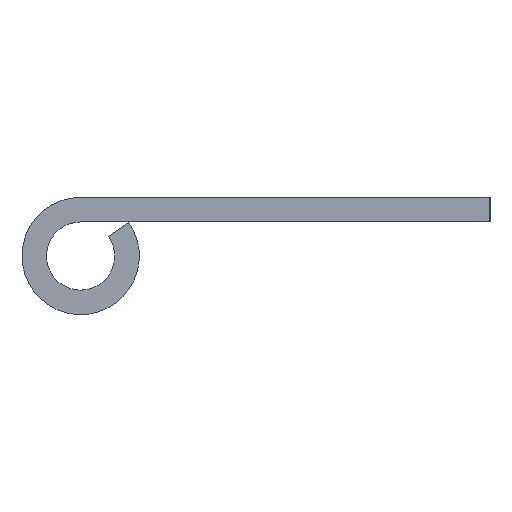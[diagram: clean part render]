
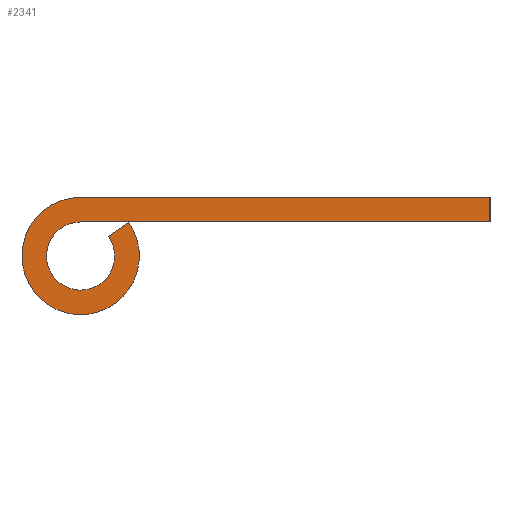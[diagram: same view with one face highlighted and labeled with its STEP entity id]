
A CAD part, left-side view. The second image highlights one B-rep face of the part: STEP entity #2341.
In plain terms, the highlighted planar face has unit normal (-1, 0, 0).
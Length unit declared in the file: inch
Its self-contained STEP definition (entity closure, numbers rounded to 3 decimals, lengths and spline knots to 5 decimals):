
#55=FACE_OUTER_BOUND('',#177,.T.);
#177=EDGE_LOOP('',(#1539,#1540,#1541,#1542,#1543,#1544));
#299=CIRCLE('',#2472,0.215);
#300=CIRCLE('',#2473,0.125);
#379=LINE('',#3363,#659);
#380=LINE('',#3365,#660);
#381=LINE('',#3369,#661);
#382=LINE('',#3372,#662);
#659=VECTOR('',#2677,0.09);
#660=VECTOR('',#2678,1.5);
#661=VECTOR('',#2681,0.09);
#662=VECTOR('',#2684,0.17852);
#939=VERTEX_POINT('',#3361);
#940=VERTEX_POINT('',#3362);
#941=VERTEX_POINT('',#3364);
#942=VERTEX_POINT('',#3366);
#943=VERTEX_POINT('',#3368);
#944=VERTEX_POINT('',#3370);
#1179=EDGE_CURVE('',#939,#940,#379,.T.);
#1180=EDGE_CURVE('',#940,#941,#380,.T.);
#1181=EDGE_CURVE('',#942,#941,#299,.T.);
#1182=EDGE_CURVE('',#943,#942,#381,.T.);
#1183=EDGE_CURVE('',#944,#943,#300,.T.);
#1184=EDGE_CURVE('',#939,#944,#382,.T.);
#1539=ORIENTED_EDGE('',*,*,#1179,.T.);
#1540=ORIENTED_EDGE('',*,*,#1180,.T.);
#1541=ORIENTED_EDGE('',*,*,#1181,.F.);
#1542=ORIENTED_EDGE('',*,*,#1182,.F.);
#1543=ORIENTED_EDGE('',*,*,#1183,.F.);
#1544=ORIENTED_EDGE('',*,*,#1184,.F.);
#2259=PLANE('',#2471);
#2341=ADVANCED_FACE('',(#55),#2259,.F.);
#2471=AXIS2_PLACEMENT_3D('',#3360,#2675,#2676);
#2472=AXIS2_PLACEMENT_3D('',#3367,#2679,#2680);
#2473=AXIS2_PLACEMENT_3D('',#3371,#2682,#2683);
#2675=DIRECTION('center_axis',(1.,0.,0.));
#2676=DIRECTION('ref_axis',(0.,-1.,0.));
#2677=DIRECTION('',(0.,0.,1.));
#2678=DIRECTION('',(0.,1.,0.));
#2679=DIRECTION('center_axis',(1.,0.,0.));
#2680=DIRECTION('ref_axis',(0.,1.,0.));
#2681=DIRECTION('',(0.,-0.819,0.574));
#2682=DIRECTION('center_axis',(-1.,0.,0.));
#2683=DIRECTION('ref_axis',(0.,-1.,0.));
#2684=DIRECTION('',(0.,1.,0.));
#3360=CARTESIAN_POINT('Origin',(-19.5,0.,0.));
#3361=CARTESIAN_POINT('',(-19.5,-1.5,-0.09));
#3362=CARTESIAN_POINT('',(-19.5,-1.5,0.));
#3363=CARTESIAN_POINT('',(-19.5,-1.5,-0.09));
#3364=CARTESIAN_POINT('',(-19.5,0.,0.));
#3365=CARTESIAN_POINT('',(-19.5,-1.5,0.));
#3366=CARTESIAN_POINT('',(-19.5,-0.17612,-0.09168));
#3367=CARTESIAN_POINT('Origin',(-19.5,0.,-0.215));
#3368=CARTESIAN_POINT('',(-19.5,-0.10239,-0.1433));
#3369=CARTESIAN_POINT('',(-19.5,-0.10239,-0.1433));
#3370=CARTESIAN_POINT('',(-19.5,0.,-0.09));
#3371=CARTESIAN_POINT('Origin',(-19.5,0.,-0.215));
#3372=CARTESIAN_POINT('',(-19.5,-0.17852,-0.09));
